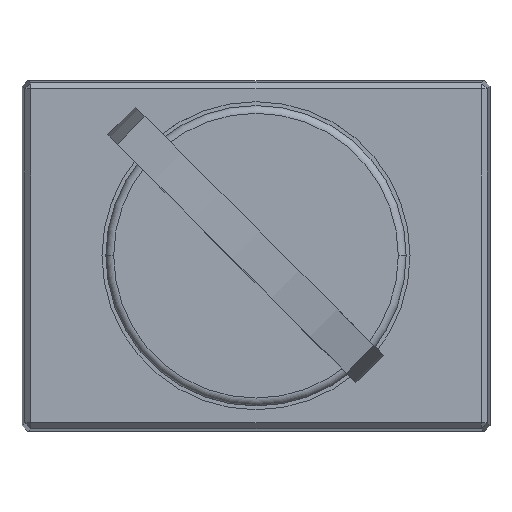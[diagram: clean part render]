
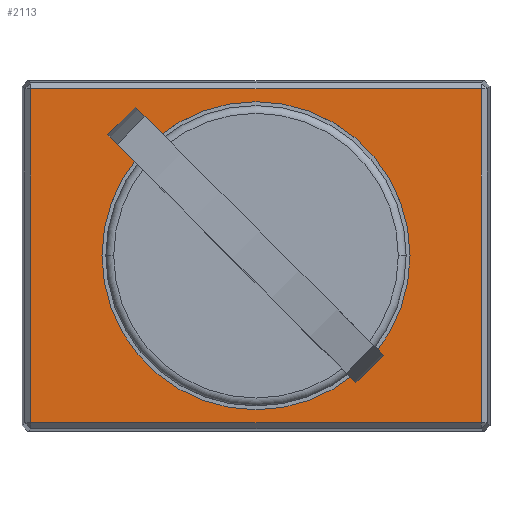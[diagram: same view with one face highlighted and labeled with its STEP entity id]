
A CAD part, top view. The second image highlights one B-rep face of the part: STEP entity #2113.
In plain terms, the highlighted planar face has unit normal (0, 0, 1).
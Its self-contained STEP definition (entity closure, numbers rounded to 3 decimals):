
#97 = VERTEX_POINT ( 'NONE', #4743 ) ;
#300 = CIRCLE ( 'NONE', #3348, 7.9 ) ;
#307 = DIRECTION ( 'NONE',  ( 0., 0., 1. ) ) ;
#369 = ORIENTED_EDGE ( 'NONE', *, *, #4830, .T. ) ;
#483 = VECTOR ( 'NONE', #3275, 1000. ) ;
#569 = LINE ( 'NONE', #2211, #5294 ) ;
#578 = DIRECTION ( 'NONE',  ( 0., 0., 1. ) ) ;
#823 = PLANE ( 'NONE',  #3256 ) ;
#983 = CARTESIAN_POINT ( 'NONE',  ( -11.562, -8.562, 8.8 ) ) ;
#1003 = EDGE_LOOP ( 'NONE', ( #369, #1569, #2788, #2353 ) ) ;
#1083 = DIRECTION ( 'NONE',  ( -1., 0., 0. ) ) ;
#1169 = CARTESIAN_POINT ( 'NONE',  ( -11.562, 0., 8.8 ) ) ;
#1272 = VECTOR ( 'NONE', #5325, 1000. ) ;
#1284 = VECTOR ( 'NONE', #2820, 1000. ) ;
#1569 = ORIENTED_EDGE ( 'NONE', *, *, #3552, .T. ) ;
#1600 = CARTESIAN_POINT ( 'NONE',  ( 11.562, 0., 8.8 ) ) ;
#1634 = CARTESIAN_POINT ( 'NONE',  ( -7.9, 0., 8.8 ) ) ;
#1648 = EDGE_CURVE ( 'NONE', #97, #3743, #5386, .T. ) ;
#1862 = EDGE_CURVE ( 'NONE', #3233, #4002, #3163, .T. ) ;
#1940 = LINE ( 'NONE', #3621, #1272 ) ;
#1946 = DIRECTION ( 'NONE',  ( 1., 0., 0. ) ) ;
#1952 = EDGE_CURVE ( 'NONE', #4002, #3233, #300, .T. ) ;
#2113 = ADVANCED_FACE ( 'NONE', ( #2876, #4570 ), #823, .T. ) ;
#2118 = VERTEX_POINT ( 'NONE', #3628 ) ;
#2211 = CARTESIAN_POINT ( 'NONE',  ( 0., 8.562, 8.8 ) ) ;
#2221 = DIRECTION ( 'NONE',  ( -1., 0., 0. ) ) ;
#2254 = EDGE_LOOP ( 'NONE', ( #4986, #2854 ) ) ;
#2353 = ORIENTED_EDGE ( 'NONE', *, *, #2753, .T. ) ;
#2753 = EDGE_CURVE ( 'NONE', #3743, #2118, #569, .T. ) ;
#2788 = ORIENTED_EDGE ( 'NONE', *, *, #1648, .T. ) ;
#2820 = DIRECTION ( 'NONE',  ( 0., -1., 0. ) ) ;
#2854 = ORIENTED_EDGE ( 'NONE', *, *, #1952, .F. ) ;
#2876 = FACE_BOUND ( 'NONE', #2254, .T. ) ;
#3153 = CARTESIAN_POINT ( 'NONE',  ( 0., 0., 8.8 ) ) ;
#3163 = CIRCLE ( 'NONE', #3864, 7.9 ) ;
#3233 = VERTEX_POINT ( 'NONE', #1634 ) ;
#3256 = AXIS2_PLACEMENT_3D ( 'NONE', #4036, #307, #1946 ) ;
#3275 = DIRECTION ( 'NONE',  ( 0., 1., 0. ) ) ;
#3348 = AXIS2_PLACEMENT_3D ( 'NONE', #3153, #4837, #1083 ) ;
#3552 = EDGE_CURVE ( 'NONE', #4641, #97, #1940, .T. ) ;
#3621 = CARTESIAN_POINT ( 'NONE',  ( 0., -8.562, 8.8 ) ) ;
#3628 = CARTESIAN_POINT ( 'NONE',  ( -11.562, 8.562, 8.8 ) ) ;
#3743 = VERTEX_POINT ( 'NONE', #4207 ) ;
#3864 = AXIS2_PLACEMENT_3D ( 'NONE', #4308, #578, #2221 ) ;
#3889 = DIRECTION ( 'NONE',  ( -1., 0., 0. ) ) ;
#4002 = VERTEX_POINT ( 'NONE', #5313 ) ;
#4036 = CARTESIAN_POINT ( 'NONE',  ( -11.562, -8.562, 8.8 ) ) ;
#4207 = CARTESIAN_POINT ( 'NONE',  ( 11.562, 8.562, 8.8 ) ) ;
#4308 = CARTESIAN_POINT ( 'NONE',  ( 0., 0., 8.8 ) ) ;
#4570 = FACE_OUTER_BOUND ( 'NONE', #1003, .T. ) ;
#4641 = VERTEX_POINT ( 'NONE', #983 ) ;
#4743 = CARTESIAN_POINT ( 'NONE',  ( 11.562, -8.562, 8.8 ) ) ;
#4830 = EDGE_CURVE ( 'NONE', #2118, #4641, #4927, .T. ) ;
#4837 = DIRECTION ( 'NONE',  ( 0., 0., 1. ) ) ;
#4927 = LINE ( 'NONE', #1169, #1284 ) ;
#4986 = ORIENTED_EDGE ( 'NONE', *, *, #1862, .F. ) ;
#5294 = VECTOR ( 'NONE', #3889, 1000. ) ;
#5313 = CARTESIAN_POINT ( 'NONE',  ( 7.9, 0., 8.8 ) ) ;
#5325 = DIRECTION ( 'NONE',  ( 1., 0., 0. ) ) ;
#5386 = LINE ( 'NONE', #1600, #483 ) ;
